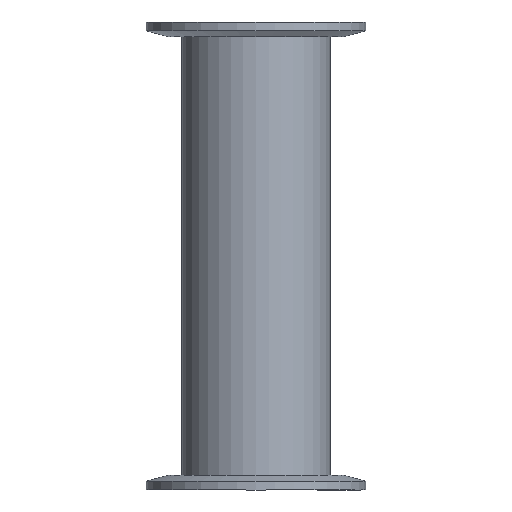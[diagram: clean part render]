
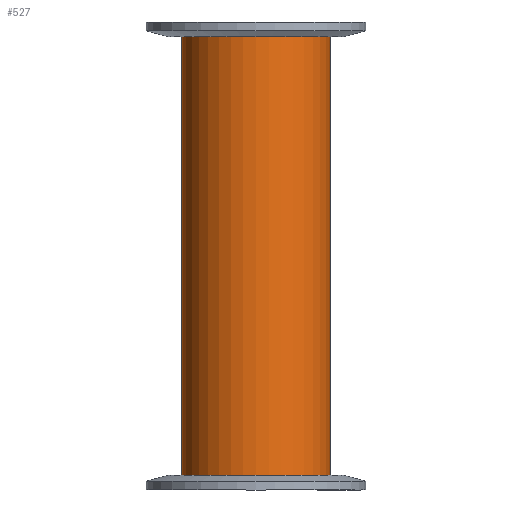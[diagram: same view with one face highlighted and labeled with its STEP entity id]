
A CAD part, left-side view. The second image highlights one B-rep face of the part: STEP entity #527.
In plain terms, the highlighted cylindrical face has radius 25.4 mm (diameter 50.8 mm), a full revolution.
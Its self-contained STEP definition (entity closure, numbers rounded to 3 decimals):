
#74=CIRCLE('',#648,25.4);
#75=CIRCLE('',#649,25.4);
#118=FACE_OUTER_BOUND('',#146,.T.);
#146=EDGE_LOOP('',(#381,#382,#383,#384,#385,#386,#387,#388,#389));
#187=LINE('',#1005,#205);
#188=LINE('',#1007,#206);
#205=VECTOR('',#742,25.4);
#206=VECTOR('',#743,25.4);
#220=B_SPLINE_CURVE_WITH_KNOTS('',3,(#910,#911,#912,#913,#914,#915,#916,
#917,#918,#919),.UNSPECIFIED.,.F.,.F.,(4,2,2,2,4),(1.447,1.808,
2.17,2.532,2.894),.UNSPECIFIED.);
#221=B_SPLINE_CURVE_WITH_KNOTS('',3,(#921,#922,#923,#924,#925,#926,#927,
#928,#929,#930,#931,#932,#933,#934,#935,#936,#937,#938,#939),
 .UNSPECIFIED.,.F.,.F.,(4,2,2,2,3,2,2,2,4),(4.34,4.702,
5.063,5.425,5.787,6.149,6.511,
6.872,7.234),.UNSPECIFIED.);
#222=B_SPLINE_CURVE_WITH_KNOTS('',3,(#940,#941,#942,#943,#944,#945,#946,
#947,#948,#949),.UNSPECIFIED.,.F.,.F.,(4,2,2,2,4),(2.894,3.255,
3.617,3.979,4.34),.UNSPECIFIED.);
#232=VERTEX_POINT('',#908);
#233=VERTEX_POINT('',#909);
#234=VERTEX_POINT('',#920);
#241=VERTEX_POINT('',#1003);
#242=VERTEX_POINT('',#1006);
#288=EDGE_CURVE('',#232,#233,#220,.T.);
#289=EDGE_CURVE('',#234,#232,#221,.T.);
#290=EDGE_CURVE('',#233,#234,#222,.T.);
#300=EDGE_CURVE('',#241,#241,#74,.T.);
#301=EDGE_CURVE('',#241,#232,#187,.T.);
#302=EDGE_CURVE('',#234,#242,#188,.T.);
#303=EDGE_CURVE('',#242,#242,#75,.T.);
#381=ORIENTED_EDGE('',*,*,#300,.F.);
#382=ORIENTED_EDGE('',*,*,#301,.T.);
#383=ORIENTED_EDGE('',*,*,#288,.T.);
#384=ORIENTED_EDGE('',*,*,#290,.T.);
#385=ORIENTED_EDGE('',*,*,#302,.T.);
#386=ORIENTED_EDGE('',*,*,#303,.F.);
#387=ORIENTED_EDGE('',*,*,#302,.F.);
#388=ORIENTED_EDGE('',*,*,#289,.T.);
#389=ORIENTED_EDGE('',*,*,#301,.F.);
#512=CYLINDRICAL_SURFACE('',#647,25.4);
#527=ADVANCED_FACE('',(#118),#512,.T.);
#647=AXIS2_PLACEMENT_3D('',#1002,#738,#739);
#648=AXIS2_PLACEMENT_3D('',#1004,#740,#741);
#649=AXIS2_PLACEMENT_3D('',#1008,#744,#745);
#738=DIRECTION('center_axis',(0.,0.,1.));
#739=DIRECTION('ref_axis',(-1.,0.,0.));
#740=DIRECTION('center_axis',(0.,0.,1.));
#741=DIRECTION('ref_axis',(-1.,0.,0.));
#742=DIRECTION('',(0.,0.,-1.));
#743=DIRECTION('',(0.,0.,-1.));
#744=DIRECTION('center_axis',(0.,0.,-1.));
#745=DIRECTION('ref_axis',(-1.,0.,0.));
#908=CARTESIAN_POINT('',(25.4,0.,85.7));
#909=CARTESIAN_POINT('',(23.557,9.5,76.2));
#910=CARTESIAN_POINT('Ctrl Pts',(25.4,0.,85.7));
#911=CARTESIAN_POINT('Ctrl Pts',(25.4,1.205,85.7));
#912=CARTESIAN_POINT('Ctrl Pts',(25.306,2.483,85.457));
#913=CARTESIAN_POINT('Ctrl Pts',(24.966,4.82,84.484));
#914=CARTESIAN_POINT('Ctrl Pts',(24.725,5.881,83.754));
#915=CARTESIAN_POINT('Ctrl Pts',(24.266,7.555,82.08));
#916=CARTESIAN_POINT('Ctrl Pts',(24.017,8.284,81.02));
#917=CARTESIAN_POINT('Ctrl Pts',(23.659,9.257,78.683));
#918=CARTESIAN_POINT('Ctrl Pts',(23.557,9.5,77.406));
#919=CARTESIAN_POINT('Ctrl Pts',(23.557,9.5,76.2));
#920=CARTESIAN_POINT('',(25.4,0.,66.7));
#921=CARTESIAN_POINT('Ctrl Pts',(25.4,0.,66.7));
#922=CARTESIAN_POINT('Ctrl Pts',(25.4,-1.205,66.7));
#923=CARTESIAN_POINT('Ctrl Pts',(25.306,-2.483,66.943));
#924=CARTESIAN_POINT('Ctrl Pts',(24.966,-4.82,67.916));
#925=CARTESIAN_POINT('Ctrl Pts',(24.725,-5.881,68.646));
#926=CARTESIAN_POINT('Ctrl Pts',(24.266,-7.555,70.32));
#927=CARTESIAN_POINT('Ctrl Pts',(24.017,-8.284,71.38));
#928=CARTESIAN_POINT('Ctrl Pts',(23.659,-9.257,73.717));
#929=CARTESIAN_POINT('Ctrl Pts',(23.557,-9.5,74.994));
#930=CARTESIAN_POINT('Ctrl Pts',(23.557,-9.5,76.2));
#931=CARTESIAN_POINT('Ctrl Pts',(23.557,-9.5,77.406));
#932=CARTESIAN_POINT('Ctrl Pts',(23.659,-9.257,78.683));
#933=CARTESIAN_POINT('Ctrl Pts',(24.017,-8.284,81.02));
#934=CARTESIAN_POINT('Ctrl Pts',(24.266,-7.555,82.08));
#935=CARTESIAN_POINT('Ctrl Pts',(24.725,-5.881,83.754));
#936=CARTESIAN_POINT('Ctrl Pts',(24.966,-4.82,84.484));
#937=CARTESIAN_POINT('Ctrl Pts',(25.306,-2.483,85.457));
#938=CARTESIAN_POINT('Ctrl Pts',(25.4,-1.205,85.7));
#939=CARTESIAN_POINT('Ctrl Pts',(25.4,0.,85.7));
#940=CARTESIAN_POINT('Ctrl Pts',(23.557,9.5,76.2));
#941=CARTESIAN_POINT('Ctrl Pts',(23.557,9.5,74.994));
#942=CARTESIAN_POINT('Ctrl Pts',(23.659,9.257,73.717));
#943=CARTESIAN_POINT('Ctrl Pts',(24.017,8.284,71.38));
#944=CARTESIAN_POINT('Ctrl Pts',(24.266,7.555,70.32));
#945=CARTESIAN_POINT('Ctrl Pts',(24.725,5.881,68.646));
#946=CARTESIAN_POINT('Ctrl Pts',(24.966,4.82,67.916));
#947=CARTESIAN_POINT('Ctrl Pts',(25.306,2.483,66.943));
#948=CARTESIAN_POINT('Ctrl Pts',(25.4,1.205,66.7));
#949=CARTESIAN_POINT('Ctrl Pts',(25.4,0.,66.7));
#1002=CARTESIAN_POINT('Origin',(0.,0.,0.));
#1003=CARTESIAN_POINT('',(25.4,0.,152.4));
#1004=CARTESIAN_POINT('Origin',(0.,0.,152.4));
#1005=CARTESIAN_POINT('',(25.4,0.,0.));
#1006=CARTESIAN_POINT('',(25.4,0.,0.));
#1007=CARTESIAN_POINT('',(25.4,0.,0.));
#1008=CARTESIAN_POINT('Origin',(0.,0.,0.));
